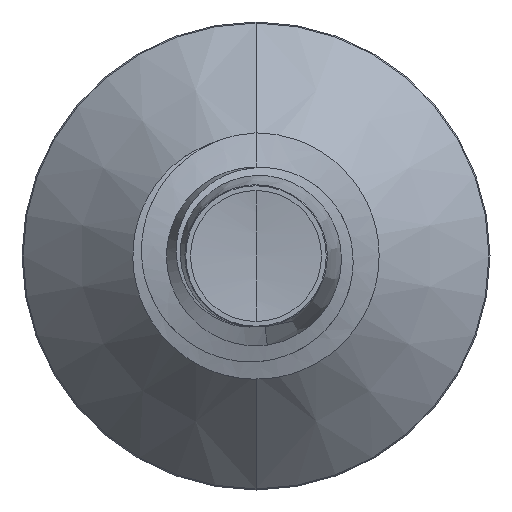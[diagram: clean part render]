
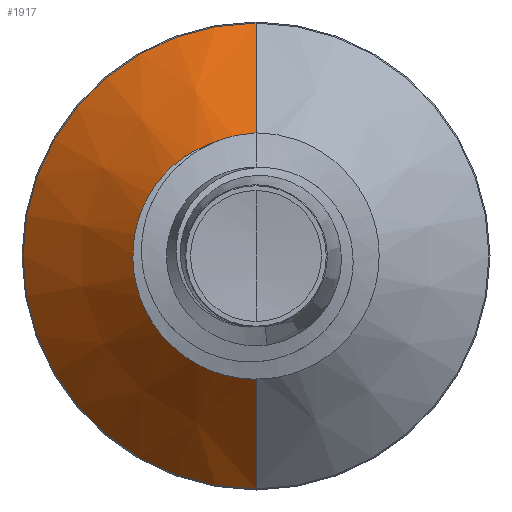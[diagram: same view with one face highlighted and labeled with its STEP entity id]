
A CAD part, front view. The second image highlights one B-rep face of the part: STEP entity #1917.
In plain terms, the highlighted conical face has half-angle 45 degrees and reference radius 0.97 mm.
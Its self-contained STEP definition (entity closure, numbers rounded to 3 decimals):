
#176 = EDGE_CURVE ( 'NONE', #2559, #1034, #6551, .T. ) ;
#1034 = VERTEX_POINT ( 'NONE', #4382 ) ;
#1748 = VECTOR ( 'NONE', #8308, 1000. ) ;
#1794 = AXIS2_PLACEMENT_3D ( 'NONE', #2897, #2895, #2884 ) ;
#1884 = CARTESIAN_POINT ( 'NONE',  ( 0., 2.141, -1.891 ) ) ;
#1917 = ADVANCED_FACE ( 'NONE', ( #7923 ), #8957, .T. ) ;
#2158 = CARTESIAN_POINT ( 'NONE',  ( 0., 1.22, 0. ) ) ;
#2169 = DIRECTION ( 'NONE',  ( 0., 1., 0. ) ) ;
#2184 = LINE ( 'NONE', #8108, #1748 ) ;
#2286 = CARTESIAN_POINT ( 'NONE',  ( 0., 2.141, 1.891 ) ) ;
#2290 = DIRECTION ( 'NONE',  ( 0., 0., 1. ) ) ;
#2559 = VERTEX_POINT ( 'NONE', #8737 ) ;
#2884 = DIRECTION ( 'NONE',  ( 0., 0., 1. ) ) ;
#2895 = DIRECTION ( 'NONE',  ( 0., 1., 0. ) ) ;
#2897 = CARTESIAN_POINT ( 'NONE',  ( 0., 2.141, 0. ) ) ;
#4382 = CARTESIAN_POINT ( 'NONE',  ( 0., 1.22, 0.97 ) ) ;
#5404 = CARTESIAN_POINT ( 'NONE',  ( 0., 1.22, 0. ) ) ;
#5409 = ORIENTED_EDGE ( 'NONE', *, *, #7497, .F. ) ;
#5562 = CIRCLE ( 'NONE', #1794, 1.891 ) ;
#5589 = DIRECTION ( 'NONE',  ( 0., 1., 0. ) ) ;
#5592 = DIRECTION ( 'NONE',  ( 0., 0., 1. ) ) ;
#5650 = ORIENTED_EDGE ( 'NONE', *, *, #8189, .T. ) ;
#5909 = ORIENTED_EDGE ( 'NONE', *, *, #8647, .F. ) ;
#5979 = ORIENTED_EDGE ( 'NONE', *, *, #176, .T. ) ;
#6065 = VERTEX_POINT ( 'NONE', #1884 ) ;
#6066 = AXIS2_PLACEMENT_3D ( 'NONE', #5404, #5589, #5592 ) ;
#6334 = DIRECTION ( 'NONE',  ( 0., 0.707, -0.707 ) ) ;
#6348 = CARTESIAN_POINT ( 'NONE',  ( 0., 1.22, -0.97 ) ) ;
#6551 = CIRCLE ( 'NONE', #6066, 0.97 ) ;
#6679 = EDGE_LOOP ( 'NONE', ( #5909, #5979, #5650, #5409 ) ) ;
#7497 = EDGE_CURVE ( 'NONE', #6065, #8861, #5562, .T. ) ;
#7508 = VECTOR ( 'NONE', #6334, 1000. ) ;
#7738 = LINE ( 'NONE', #6348, #7508 ) ;
#7923 = FACE_OUTER_BOUND ( 'NONE', #6679, .T. ) ;
#8108 = CARTESIAN_POINT ( 'NONE',  ( 0., 1.22, 0.97 ) ) ;
#8189 = EDGE_CURVE ( 'NONE', #1034, #8861, #2184, .T. ) ;
#8308 = DIRECTION ( 'NONE',  ( 0., 0.707, 0.707 ) ) ;
#8588 = AXIS2_PLACEMENT_3D ( 'NONE', #2158, #2169, #2290 ) ;
#8647 = EDGE_CURVE ( 'NONE', #2559, #6065, #7738, .T. ) ;
#8737 = CARTESIAN_POINT ( 'NONE',  ( 0., 1.22, -0.97 ) ) ;
#8861 = VERTEX_POINT ( 'NONE', #2286 ) ;
#8957 = CONICAL_SURFACE ( 'NONE', #8588, 0.97, 0.785 ) ;
